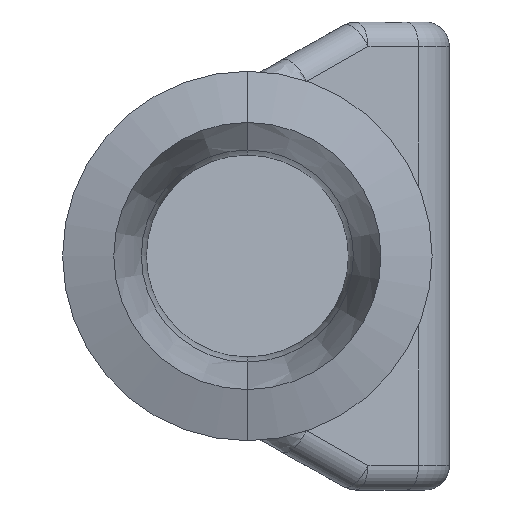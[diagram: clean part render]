
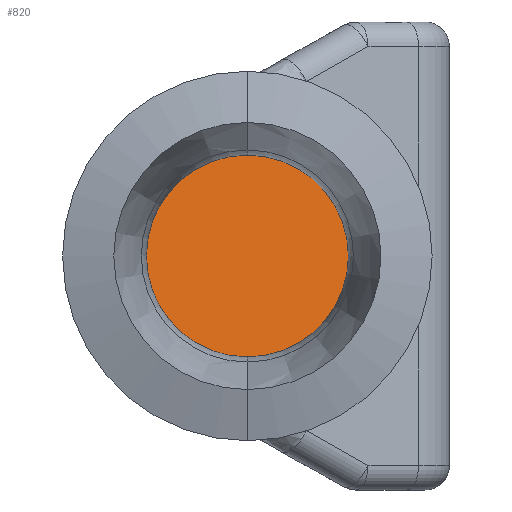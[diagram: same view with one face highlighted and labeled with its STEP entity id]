
A CAD part, left-side view. The second image highlights one B-rep face of the part: STEP entity #820.
In plain terms, the highlighted planar face has unit normal (-0.866, -0.5, 0).
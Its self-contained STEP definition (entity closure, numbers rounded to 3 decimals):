
#235 = CARTESIAN_POINT ( 'NONE',  ( 101.628, 0., -4.1 ) ) ;
#238 = EDGE_LOOP ( 'NONE', ( #492, #245 ) ) ;
#245 = ORIENTED_EDGE ( 'NONE', *, *, #1263, .T. ) ;
#258 =( BOUNDED_CURVE ( )  B_SPLINE_CURVE ( 3, ( #1337, #879, #687, #712 ),
 .UNSPECIFIED., .F., .T. ) 
 B_SPLINE_CURVE_WITH_KNOTS ( ( 4, 4 ),
 ( 1.571, 4.712 ),
 .UNSPECIFIED. ) 
 CURVE ( )  GEOMETRIC_REPRESENTATION_ITEM ( )  RATIONAL_B_SPLINE_CURVE ( ( 1., 0.333, 0.333, 1. ) ) 
 REPRESENTATION_ITEM ( '' )  );
#328 = VERTEX_POINT ( 'NONE', #1402 ) ;
#492 = ORIENTED_EDGE ( 'NONE', *, *, #1015, .T. ) ;
#510 = CARTESIAN_POINT ( 'NONE',  ( 101.628, 0., -4.1 ) ) ;
#592 = FACE_OUTER_BOUND ( 'NONE', #238, .T. ) ;
#623 = DIRECTION ( 'NONE',  ( 0.5, -0.866, 0. ) ) ;
#687 = CARTESIAN_POINT ( 'NONE',  ( 106.363, -8.2, 4.1 ) ) ;
#692 = CARTESIAN_POINT ( 'NONE',  ( 101.628, 0., 4.1 ) ) ;
#712 = CARTESIAN_POINT ( 'NONE',  ( 101.628, 0., 4.1 ) ) ;
#820 = ADVANCED_FACE ( 'NONE', ( #592 ), #1834, .T. ) ;
#879 = CARTESIAN_POINT ( 'NONE',  ( 106.363, -8.2, -4.1 ) ) ;
#1015 = EDGE_CURVE ( 'NONE', #328, #1340, #1947, .T. ) ;
#1263 = EDGE_CURVE ( 'NONE', #1340, #328, #258, .T. ) ;
#1284 = CARTESIAN_POINT ( 'NONE',  ( 96.894, 8.2, -4.1 ) ) ;
#1337 = CARTESIAN_POINT ( 'NONE',  ( 101.628, 0., -4.1 ) ) ;
#1340 = VERTEX_POINT ( 'NONE', #235 ) ;
#1367 = DIRECTION ( 'NONE',  ( -0.866, -0.5, 0. ) ) ;
#1402 = CARTESIAN_POINT ( 'NONE',  ( 101.628, 0., 4.1 ) ) ;
#1430 = AXIS2_PLACEMENT_3D ( 'NONE', #1667, #1367, #623 ) ;
#1667 = CARTESIAN_POINT ( 'NONE',  ( 105.93, -7.45, -27.555 ) ) ;
#1834 = PLANE ( 'NONE',  #1430 ) ;
#1917 = CARTESIAN_POINT ( 'NONE',  ( 96.894, 8.2, 4.1 ) ) ;
#1947 =( BOUNDED_CURVE ( )  B_SPLINE_CURVE ( 3, ( #692, #1917, #1284, #510 ),
 .UNSPECIFIED., .F., .T. ) 
 B_SPLINE_CURVE_WITH_KNOTS ( ( 4, 4 ),
 ( 4.712, 7.854 ),
 .UNSPECIFIED. ) 
 CURVE ( )  GEOMETRIC_REPRESENTATION_ITEM ( )  RATIONAL_B_SPLINE_CURVE ( ( 1., 0.333, 0.333, 1. ) ) 
 REPRESENTATION_ITEM ( '' )  );
